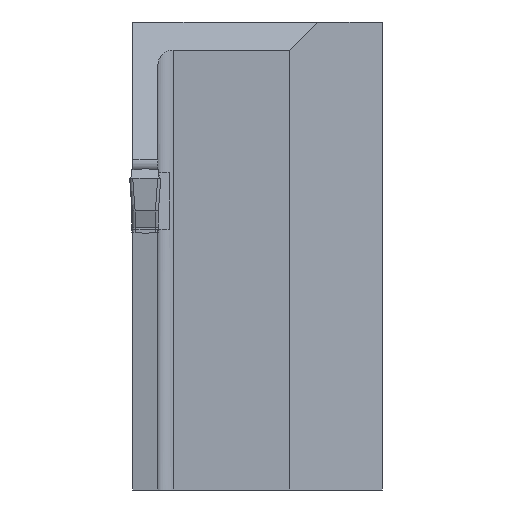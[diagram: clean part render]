
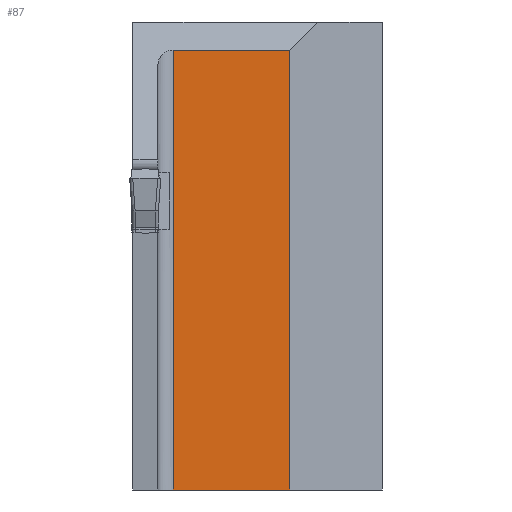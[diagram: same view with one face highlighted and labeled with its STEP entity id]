
A CAD part, left-side view. The second image highlights one B-rep face of the part: STEP entity #87.
In plain terms, the highlighted planar face has unit normal (-1, 0, 0).
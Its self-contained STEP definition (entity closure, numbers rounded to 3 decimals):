
#87=ADVANCED_FACE('',(#194),#150,.T.);
#150=PLANE('',#1206);
#194=FACE_OUTER_BOUND('',#257,.T.);
#257=EDGE_LOOP('',(#347,#348,#349,#350));
#347=ORIENTED_EDGE('',*,*,#783,.T.);
#348=ORIENTED_EDGE('',*,*,#784,.T.);
#349=ORIENTED_EDGE('',*,*,#785,.T.);
#350=ORIENTED_EDGE('',*,*,#786,.T.);
#677=VERTEX_POINT('',#1651);
#678=VERTEX_POINT('',#1652);
#679=VERTEX_POINT('',#1654);
#680=VERTEX_POINT('',#1656);
#783=EDGE_CURVE('',#677,#678,#945,.T.);
#784=EDGE_CURVE('',#678,#679,#946,.T.);
#785=EDGE_CURVE('',#679,#680,#947,.T.);
#786=EDGE_CURVE('',#680,#677,#948,.T.);
#945=LINE('',#1650,#1082);
#946=LINE('',#1653,#1083);
#947=LINE('',#1655,#1084);
#948=LINE('',#1657,#1085);
#1082=VECTOR('',#1321,1.);
#1083=VECTOR('',#1322,1.);
#1084=VECTOR('',#1323,1.);
#1085=VECTOR('',#1324,1.);
#1206=AXIS2_PLACEMENT_3D('',#1658,#1325,#1326);
#1321=DIRECTION('',(0.,1.,0.));
#1322=DIRECTION('',(0.,0.,-1.));
#1323=DIRECTION('',(0.,-1.,0.));
#1324=DIRECTION('',(0.,0.,1.));
#1325=DIRECTION('',(-1.,0.,0.));
#1326=DIRECTION('',(0.,0.,1.));
#1650=CARTESIAN_POINT('',(11.,-142.4,8.198));
#1651=CARTESIAN_POINT('',(11.,5.95,8.198));
#1652=CARTESIAN_POINT('',(11.,13.4,8.198));
#1653=CARTESIAN_POINT('',(11.,13.4,8.198));
#1654=CARTESIAN_POINT('',(11.,13.4,-20.));
#1655=CARTESIAN_POINT('',(11.,-10.65,-20.));
#1656=CARTESIAN_POINT('',(11.,5.95,-20.));
#1657=CARTESIAN_POINT('',(11.,5.95,30.));
#1658=CARTESIAN_POINT('',(11.,-10.65,10.));
